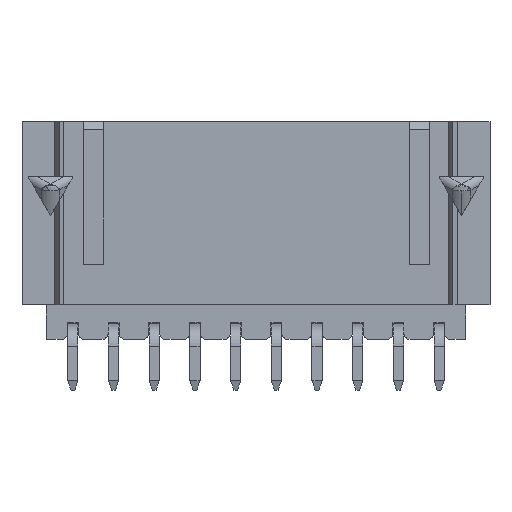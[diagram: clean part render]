
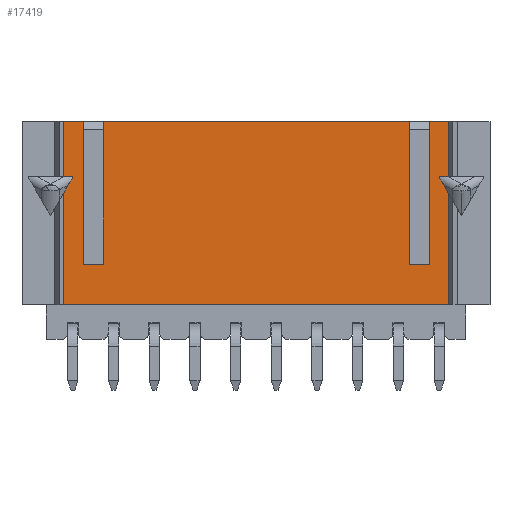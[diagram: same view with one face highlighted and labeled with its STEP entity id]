
A CAD part, front view. The second image highlights one B-rep face of the part: STEP entity #17419.
In plain terms, the highlighted planar face has unit normal (0, -1, 0).
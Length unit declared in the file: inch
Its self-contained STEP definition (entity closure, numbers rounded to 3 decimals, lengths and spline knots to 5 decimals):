
#13 = CARTESIAN_POINT ( 'NONE',  ( 0.377, -0.1, 0.225 ) ) ;
#94 = ORIENTED_EDGE ( 'NONE', *, *, #4234, .F. ) ;
#100 = EDGE_CURVE ( 'NONE', #15221, #16559, #4867, .T. ) ;
#113 = ORIENTED_EDGE ( 'NONE', *, *, #9035, .T. ) ;
#178 = CARTESIAN_POINT ( 'NONE',  ( -0.55, -0.1, 0.225 ) ) ;
#264 = CARTESIAN_POINT ( 'NONE',  ( 0.56, -0.1, 0.08975 ) ) ;
#446 = VERTEX_POINT ( 'NONE', #2830 ) ;
#535 = ORIENTED_EDGE ( 'NONE', *, *, #16167, .T. ) ;
#546 = DIRECTION ( 'NONE',  ( -1., 0., 0. ) ) ;
#639 = DIRECTION ( 'NONE',  ( 0., 0., -1. ) ) ;
#643 = EDGE_CURVE ( 'NONE', #4767, #7621, #12054, .T. ) ;
#801 = VERTEX_POINT ( 'NONE', #17427 ) ;
#1260 = EDGE_CURVE ( 'NONE', #4454, #14124, #13354, .T. ) ;
#1357 = ORIENTED_EDGE ( 'NONE', *, *, #1260, .F. ) ;
#1469 = ORIENTED_EDGE ( 'NONE', *, *, #643, .T. ) ;
#1498 = LINE ( 'NONE', #12797, #15538 ) ;
#1596 = LINE ( 'NONE', #11793, #5629 ) ;
#1599 = DIRECTION ( 'NONE',  ( 0., -1., 0. ) ) ;
#1831 = CARTESIAN_POINT ( 'NONE',  ( 0.427, -0.1, 0.225 ) ) ;
#1957 = VERTEX_POINT ( 'NONE', #9096 ) ;
#2167 = CARTESIAN_POINT ( 'NONE',  ( -0.375, -0.1, -0.125 ) ) ;
#2476 = CARTESIAN_POINT ( 'NONE',  ( 0.474, -0.1, 0.225 ) ) ;
#2692 = VERTEX_POINT ( 'NONE', #7332 ) ;
#2780 = ORIENTED_EDGE ( 'NONE', *, *, #4420, .F. ) ;
#2830 = CARTESIAN_POINT ( 'NONE',  ( -0.474, -0.1, -0.225 ) ) ;
#2918 = DIRECTION ( 'NONE',  ( 0., 0., -1. ) ) ;
#3028 = EDGE_CURVE ( 'NONE', #1957, #4964, #8232, .T. ) ;
#3097 = ORIENTED_EDGE ( 'NONE', *, *, #4001, .T. ) ;
#3118 = DIRECTION ( 'NONE',  ( 0., 0., 1. ) ) ;
#3147 = CARTESIAN_POINT ( 'NONE',  ( 0.474, -0.1, -0.225 ) ) ;
#3156 = LINE ( 'NONE', #6926, #12396 ) ;
#3514 = EDGE_LOOP ( 'NONE', ( #7107, #1357, #94, #535, #113, #9762, #1469, #16907, #6457, #7718, #9543, #10859, #15219, #3097, #13922, #16410, #7112, #2780 ) ) ;
#3941 = CARTESIAN_POINT ( 'NONE',  ( 0.377, -0.1, -0.125 ) ) ;
#4001 = EDGE_CURVE ( 'NONE', #10434, #16559, #1596, .T. ) ;
#4007 = VECTOR ( 'NONE', #11145, 39.37008 ) ;
#4018 = AXIS2_PLACEMENT_3D ( 'NONE', #178, #1599, #2918 ) ;
#4057 = CARTESIAN_POINT ( 'NONE',  ( -0.474, -0.1, 0.225 ) ) ;
#4087 = VECTOR ( 'NONE', #4959, 39.37008 ) ;
#4194 = VECTOR ( 'NONE', #15003, 39.37008 ) ;
#4234 = EDGE_CURVE ( 'NONE', #5305, #4454, #17109, .T. ) ;
#4362 = CARTESIAN_POINT ( 'NONE',  ( -0.505, -0.1, -0.00551 ) ) ;
#4373 = DIRECTION ( 'NONE',  ( -1., 0., 0. ) ) ;
#4377 = VECTOR ( 'NONE', #14770, 39.37008 ) ;
#4420 = EDGE_CURVE ( 'NONE', #5556, #446, #5140, .T. ) ;
#4454 = VERTEX_POINT ( 'NONE', #8884 ) ;
#4533 = VERTEX_POINT ( 'NONE', #2167 ) ;
#4690 = CARTESIAN_POINT ( 'NONE',  ( 0.427, -0.1, 0.225 ) ) ;
#4767 = VERTEX_POINT ( 'NONE', #12257 ) ;
#4867 = LINE ( 'NONE', #5433, #9095 ) ;
#4959 = DIRECTION ( 'NONE',  ( -1., 0., 0. ) ) ;
#4964 = VERTEX_POINT ( 'NONE', #12857 ) ;
#5140 = LINE ( 'NONE', #12806, #17092 ) ;
#5144 = CARTESIAN_POINT ( 'NONE',  ( -0.55, -0.1, 0.225 ) ) ;
#5305 = VERTEX_POINT ( 'NONE', #16020 ) ;
#5433 = CARTESIAN_POINT ( 'NONE',  ( -0.45, -0.1, 0.08975 ) ) ;
#5475 = EDGE_CURVE ( 'NONE', #4964, #4533, #10144, .T. ) ;
#5556 = VERTEX_POINT ( 'NONE', #3147 ) ;
#5629 = VECTOR ( 'NONE', #9025, 39.37008 ) ;
#6394 = CARTESIAN_POINT ( 'NONE',  ( -0.55, -0.1, -0.125 ) ) ;
#6457 = ORIENTED_EDGE ( 'NONE', *, *, #3028, .T. ) ;
#6653 = DIRECTION ( 'NONE',  ( -1., 0., 0. ) ) ;
#6926 = CARTESIAN_POINT ( 'NONE',  ( -0.55, -0.1, 0.225 ) ) ;
#6978 = CARTESIAN_POINT ( 'NONE',  ( 0.474, -0.1, 0.225 ) ) ;
#6988 = EDGE_CURVE ( 'NONE', #801, #446, #15860, .T. ) ;
#7107 = ORIENTED_EDGE ( 'NONE', *, *, #12768, .T. ) ;
#7112 = ORIENTED_EDGE ( 'NONE', *, *, #6988, .T. ) ;
#7242 = CARTESIAN_POINT ( 'NONE',  ( -0.474, -0.1, 0.08975 ) ) ;
#7332 = CARTESIAN_POINT ( 'NONE',  ( 0.474, -0.1, 0.225 ) ) ;
#7574 = VECTOR ( 'NONE', #11756, 39.37008 ) ;
#7621 = VERTEX_POINT ( 'NONE', #3941 ) ;
#7718 = ORIENTED_EDGE ( 'NONE', *, *, #5475, .T. ) ;
#7810 = CARTESIAN_POINT ( 'NONE',  ( -0.425, -0.1, 0.225 ) ) ;
#7915 = VERTEX_POINT ( 'NONE', #13036 ) ;
#8074 = CARTESIAN_POINT ( 'NONE',  ( -0.45, -0.1, 0.08975 ) ) ;
#8122 = CARTESIAN_POINT ( 'NONE',  ( -0.425, -0.1, 0.225 ) ) ;
#8155 = DIRECTION ( 'NONE',  ( -1., 0., 0. ) ) ;
#8182 = VECTOR ( 'NONE', #17191, 39.37008 ) ;
#8232 = LINE ( 'NONE', #5144, #7574 ) ;
#8271 = DIRECTION ( 'NONE',  ( -1., 0., 0. ) ) ;
#8505 = CARTESIAN_POINT ( 'NONE',  ( -0.375, -0.1, 0.225 ) ) ;
#8613 = EDGE_CURVE ( 'NONE', #4533, #7915, #1498, .T. ) ;
#8646 = EDGE_CURVE ( 'NONE', #13880, #4767, #13241, .T. ) ;
#8840 = LINE ( 'NONE', #9297, #15097 ) ;
#8884 = CARTESIAN_POINT ( 'NONE',  ( 0.45, -0.1, 0.08975 ) ) ;
#9025 = DIRECTION ( 'NONE',  ( 0., 0., -1. ) ) ;
#9035 = EDGE_CURVE ( 'NONE', #2692, #13880, #3156, .T. ) ;
#9095 = VECTOR ( 'NONE', #8155, 39.37008 ) ;
#9096 = CARTESIAN_POINT ( 'NONE',  ( 0.377, -0.1, 0.225 ) ) ;
#9297 = CARTESIAN_POINT ( 'NONE',  ( -0.55, -0.1, 0.225 ) ) ;
#9512 = VECTOR ( 'NONE', #3118, 39.37008 ) ;
#9543 = ORIENTED_EDGE ( 'NONE', *, *, #8613, .T. ) ;
#9762 = ORIENTED_EDGE ( 'NONE', *, *, #8646, .T. ) ;
#10022 = VECTOR ( 'NONE', #8271, 39.37008 ) ;
#10144 = LINE ( 'NONE', #8505, #17025 ) ;
#10284 = CARTESIAN_POINT ( 'NONE',  ( 0.474, -0.1, 0.04819 ) ) ;
#10434 = VERTEX_POINT ( 'NONE', #13557 ) ;
#10859 = ORIENTED_EDGE ( 'NONE', *, *, #11109, .T. ) ;
#10910 = EDGE_CURVE ( 'NONE', #15697, #10434, #8840, .T. ) ;
#11000 = EDGE_CURVE ( 'NONE', #7621, #1957, #16739, .T. ) ;
#11109 = EDGE_CURVE ( 'NONE', #7915, #15697, #17166, .T. ) ;
#11145 = DIRECTION ( 'NONE',  ( 0.5, 0., 0.866 ) ) ;
#11756 = DIRECTION ( 'NONE',  ( -1., 0., 0. ) ) ;
#11793 = CARTESIAN_POINT ( 'NONE',  ( -0.474, -0.1, 0.225 ) ) ;
#11884 = LINE ( 'NONE', #2476, #8182 ) ;
#12054 = LINE ( 'NONE', #6394, #4087 ) ;
#12147 = CARTESIAN_POINT ( 'NONE',  ( 0.45, -0.1, 0.08975 ) ) ;
#12257 = CARTESIAN_POINT ( 'NONE',  ( 0.427, -0.1, -0.125 ) ) ;
#12333 = VECTOR ( 'NONE', #14711, 39.37008 ) ;
#12349 = PLANE ( 'NONE',  #4018 ) ;
#12396 = VECTOR ( 'NONE', #4373, 39.37008 ) ;
#12582 = LINE ( 'NONE', #6978, #9512 ) ;
#12719 = EDGE_CURVE ( 'NONE', #801, #15221, #12788, .T. ) ;
#12768 = EDGE_CURVE ( 'NONE', #5556, #14124, #12582, .T. ) ;
#12788 = LINE ( 'NONE', #4362, #4007 ) ;
#12797 = CARTESIAN_POINT ( 'NONE',  ( -0.55, -0.1, -0.125 ) ) ;
#12806 = CARTESIAN_POINT ( 'NONE',  ( -0.55, -0.1, -0.225 ) ) ;
#12857 = CARTESIAN_POINT ( 'NONE',  ( -0.375, -0.1, 0.225 ) ) ;
#13036 = CARTESIAN_POINT ( 'NONE',  ( -0.425, -0.1, -0.125 ) ) ;
#13241 = LINE ( 'NONE', #4690, #16192 ) ;
#13354 = LINE ( 'NONE', #12147, #4377 ) ;
#13557 = CARTESIAN_POINT ( 'NONE',  ( -0.474, -0.1, 0.225 ) ) ;
#13880 = VERTEX_POINT ( 'NONE', #1831 ) ;
#13922 = ORIENTED_EDGE ( 'NONE', *, *, #100, .F. ) ;
#14117 = DIRECTION ( 'NONE',  ( 0., 0., -1. ) ) ;
#14124 = VERTEX_POINT ( 'NONE', #10284 ) ;
#14711 = DIRECTION ( 'NONE',  ( 0., 0., -1. ) ) ;
#14731 = FACE_OUTER_BOUND ( 'NONE', #3514, .T. ) ;
#14770 = DIRECTION ( 'NONE',  ( 0.5, 0., -0.866 ) ) ;
#15003 = DIRECTION ( 'NONE',  ( 0., 0., 1. ) ) ;
#15097 = VECTOR ( 'NONE', #6653, 39.37008 ) ;
#15219 = ORIENTED_EDGE ( 'NONE', *, *, #10910, .T. ) ;
#15221 = VERTEX_POINT ( 'NONE', #8074 ) ;
#15276 = VECTOR ( 'NONE', #15294, 39.37008 ) ;
#15294 = DIRECTION ( 'NONE',  ( 0., 0., 1. ) ) ;
#15538 = VECTOR ( 'NONE', #546, 39.37008 ) ;
#15697 = VERTEX_POINT ( 'NONE', #7810 ) ;
#15860 = LINE ( 'NONE', #4057, #12333 ) ;
#16020 = CARTESIAN_POINT ( 'NONE',  ( 0.474, -0.1, 0.08975 ) ) ;
#16167 = EDGE_CURVE ( 'NONE', #5305, #2692, #11884, .T. ) ;
#16192 = VECTOR ( 'NONE', #14117, 39.37008 ) ;
#16410 = ORIENTED_EDGE ( 'NONE', *, *, #12719, .F. ) ;
#16559 = VERTEX_POINT ( 'NONE', #7242 ) ;
#16739 = LINE ( 'NONE', #13, #4194 ) ;
#16804 = DIRECTION ( 'NONE',  ( -1., 0., 0. ) ) ;
#16907 = ORIENTED_EDGE ( 'NONE', *, *, #11000, .T. ) ;
#17025 = VECTOR ( 'NONE', #639, 39.37008 ) ;
#17092 = VECTOR ( 'NONE', #16804, 39.37008 ) ;
#17109 = LINE ( 'NONE', #264, #10022 ) ;
#17166 = LINE ( 'NONE', #8122, #15276 ) ;
#17191 = DIRECTION ( 'NONE',  ( 0., 0., 1. ) ) ;
#17419 = ADVANCED_FACE ( 'NONE', ( #14731 ), #12349, .T. ) ;
#17427 = CARTESIAN_POINT ( 'NONE',  ( -0.474, -0.1, 0.04819 ) ) ;
